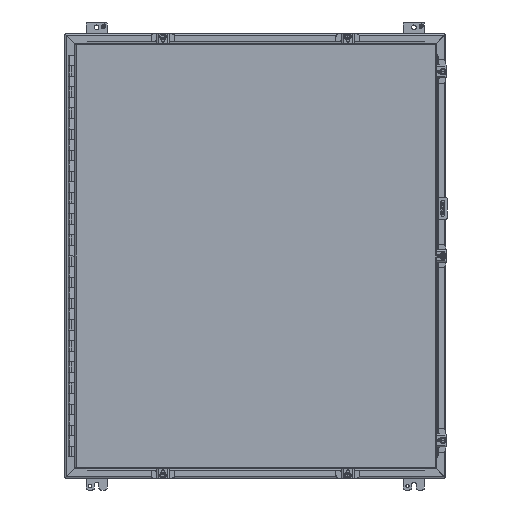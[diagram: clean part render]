
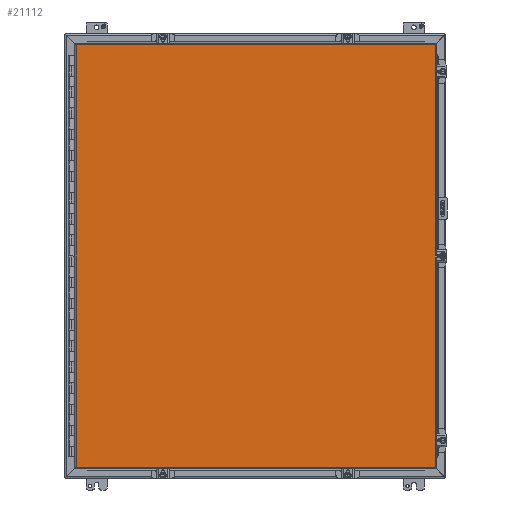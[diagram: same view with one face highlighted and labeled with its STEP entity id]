
A CAD part, front view. The second image highlights one B-rep face of the part: STEP entity #21112.
In plain terms, the highlighted planar face has unit normal (0, -1, 0).
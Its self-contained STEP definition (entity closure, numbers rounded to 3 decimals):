
#2777 = VECTOR ( 'NONE', #67546, 39.37 ) ;
#3921 = CARTESIAN_POINT ( 'NONE',  ( -16.936, -11.149, -1.955 ) ) ;
#4409 = CARTESIAN_POINT ( 'NONE',  ( -16.936, -11.149, 37.955 ) ) ;
#6344 = CARTESIAN_POINT ( 'NONE',  ( -16.936, -11.149, 37.955 ) ) ;
#7804 = AXIS2_PLACEMENT_3D ( 'NONE', #28667, #33962, #55402 ) ;
#9195 = CARTESIAN_POINT ( 'NONE',  ( -16.936, -11.149, -1.955 ) ) ;
#9214 = DIRECTION ( 'NONE',  ( 1., 0., 0. ) ) ;
#11438 = CARTESIAN_POINT ( 'NONE',  ( 17.036, -11.149, -1.955 ) ) ;
#18311 = VERTEX_POINT ( 'NONE', #25425 ) ;
#18631 = EDGE_CURVE ( 'NONE', #42150, #18311, #20431, .T. ) ;
#20431 = LINE ( 'NONE', #3921, #37882 ) ;
#21112 = ADVANCED_FACE ( 'NONE', ( #35363 ), #56808, .T. ) ;
#22181 = ORIENTED_EDGE ( 'NONE', *, *, #51105, .T. ) ;
#22266 = VERTEX_POINT ( 'NONE', #4409 ) ;
#25425 = CARTESIAN_POINT ( 'NONE',  ( 17.036, -11.149, -1.955 ) ) ;
#26550 = DIRECTION ( 'NONE',  ( 0., 0., 1. ) ) ;
#26959 = EDGE_CURVE ( 'NONE', #22266, #42150, #57699, .T. ) ;
#26973 = EDGE_LOOP ( 'NONE', ( #29298, #22181, #69605, #37319 ) ) ;
#28667 = CARTESIAN_POINT ( 'NONE',  ( -16.936, -11.149, -1.955 ) ) ;
#29298 = ORIENTED_EDGE ( 'NONE', *, *, #35552, .T. ) ;
#32197 = LINE ( 'NONE', #11438, #56199 ) ;
#33962 = DIRECTION ( 'NONE',  ( 0., -1., 0. ) ) ;
#35363 = FACE_OUTER_BOUND ( 'NONE', #26973, .T. ) ;
#35552 = EDGE_CURVE ( 'NONE', #18311, #64795, #32197, .T. ) ;
#37319 = ORIENTED_EDGE ( 'NONE', *, *, #18631, .T. ) ;
#37882 = VECTOR ( 'NONE', #9214, 39.37 ) ;
#40078 = CARTESIAN_POINT ( 'NONE',  ( -16.936, -11.149, -1.955 ) ) ;
#42150 = VERTEX_POINT ( 'NONE', #40078 ) ;
#43948 = LINE ( 'NONE', #6344, #62906 ) ;
#51105 = EDGE_CURVE ( 'NONE', #64795, #22266, #43948, .T. ) ;
#55402 = DIRECTION ( 'NONE',  ( 0., 0., -1. ) ) ;
#56199 = VECTOR ( 'NONE', #26550, 39.37 ) ;
#56808 = PLANE ( 'NONE',  #7804 ) ;
#57699 = LINE ( 'NONE', #9195, #2777 ) ;
#59099 = DIRECTION ( 'NONE',  ( -1., 0., 0. ) ) ;
#62906 = VECTOR ( 'NONE', #59099, 39.37 ) ;
#64795 = VERTEX_POINT ( 'NONE', #67898 ) ;
#67546 = DIRECTION ( 'NONE',  ( 0., 0., -1. ) ) ;
#67898 = CARTESIAN_POINT ( 'NONE',  ( 17.036, -11.149, 37.955 ) ) ;
#69605 = ORIENTED_EDGE ( 'NONE', *, *, #26959, .T. ) ;
